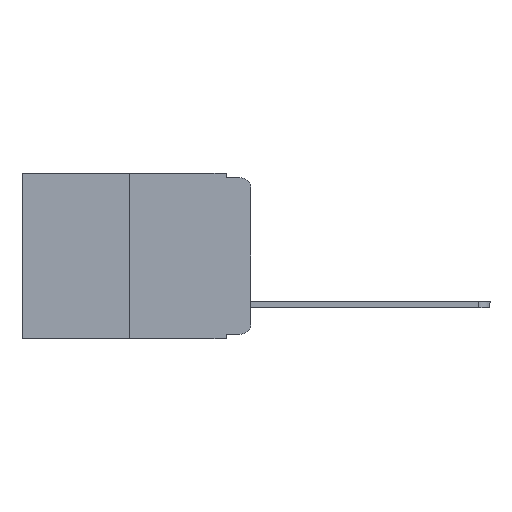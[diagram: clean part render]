
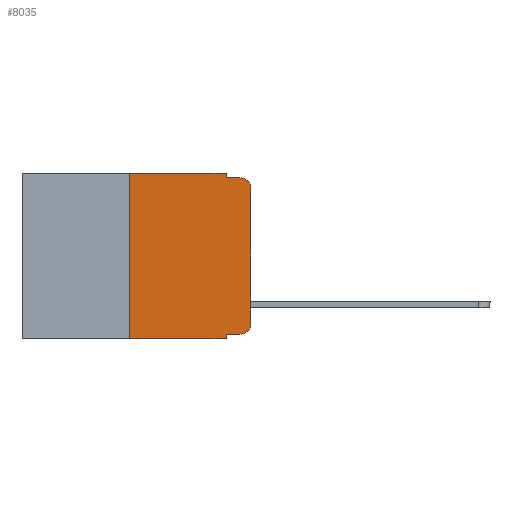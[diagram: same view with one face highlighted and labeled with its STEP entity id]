
A CAD part, left-side view. The second image highlights one B-rep face of the part: STEP entity #8035.
In plain terms, the highlighted planar face has unit normal (-1, 0, 0).
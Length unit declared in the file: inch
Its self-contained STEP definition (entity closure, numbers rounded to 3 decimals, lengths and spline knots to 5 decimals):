
#40 = VECTOR ( 'NONE', #13708, 39.37008 ) ;
#70 = VERTEX_POINT ( 'NONE', #1839 ) ;
#214 = VERTEX_POINT ( 'NONE', #15612 ) ;
#250 = VECTOR ( 'NONE', #1937, 39.37008 ) ;
#379 = VERTEX_POINT ( 'NONE', #9441 ) ;
#449 = EDGE_CURVE ( 'NONE', #70, #9028, #2513, .T. ) ;
#776 = LINE ( 'NONE', #7170, #9158 ) ;
#843 = EDGE_LOOP ( 'NONE', ( #11193, #5323, #8399, #3861, #8857, #13226, #3480, #15306, #13179, #5992 ) ) ;
#930 = EDGE_CURVE ( 'NONE', #8368, #8107, #13453, .T. ) ;
#984 = EDGE_CURVE ( 'NONE', #8626, #214, #3257, .T. ) ;
#1142 = VECTOR ( 'NONE', #6034, 39.37008 ) ;
#1611 = DIRECTION ( 'NONE',  ( 0., 0., -1. ) ) ;
#1669 = CARTESIAN_POINT ( 'NONE',  ( 0., 0.02, -0.333 ) ) ;
#1839 = CARTESIAN_POINT ( 'NONE',  ( 0., 0.051, -0.01 ) ) ;
#1937 = DIRECTION ( 'NONE',  ( 0., -1., 0. ) ) ;
#1961 = DIRECTION ( 'NONE',  ( 0., 0., -1. ) ) ;
#2385 = DIRECTION ( 'NONE',  ( 0., -1., 0. ) ) ;
#2513 = LINE ( 'NONE', #8367, #9166 ) ;
#2916 = CARTESIAN_POINT ( 'NONE',  ( 0., 0.473, 0. ) ) ;
#3018 = CARTESIAN_POINT ( 'NONE',  ( 0., 0.051, 0. ) ) ;
#3087 = CARTESIAN_POINT ( 'NONE',  ( 0., 0.02, -0.313 ) ) ;
#3257 = LINE ( 'NONE', #5975, #250 ) ;
#3480 = ORIENTED_EDGE ( 'NONE', *, *, #16203, .T. ) ;
#3692 = EDGE_CURVE ( 'NONE', #8107, #12350, #13623, .T. ) ;
#3861 = ORIENTED_EDGE ( 'NONE', *, *, #10054, .F. ) ;
#4431 = VECTOR ( 'NONE', #11923, 39.37008 ) ;
#4492 = DIRECTION ( 'NONE',  ( 0., 0., -1. ) ) ;
#4831 = CARTESIAN_POINT ( 'NONE',  ( 0., 0., -0.313 ) ) ;
#5323 = ORIENTED_EDGE ( 'NONE', *, *, #15907, .T. ) ;
#5547 = FACE_OUTER_BOUND ( 'NONE', #843, .T. ) ;
#5975 = CARTESIAN_POINT ( 'NONE',  ( 0., 0.473, 0. ) ) ;
#5992 = ORIENTED_EDGE ( 'NONE', *, *, #930, .T. ) ;
#5995 = LINE ( 'NONE', #3018, #12140 ) ;
#6034 = DIRECTION ( 'NONE',  ( 0., 0., 1. ) ) ;
#6402 = EDGE_CURVE ( 'NONE', #7759, #379, #5995, .T. ) ;
#6560 = LINE ( 'NONE', #16056, #4431 ) ;
#7170 = CARTESIAN_POINT ( 'NONE',  ( 0., 0.051, -0.333 ) ) ;
#7362 = LINE ( 'NONE', #12718, #1142 ) ;
#7568 = CARTESIAN_POINT ( 'NONE',  ( 0., 0.02, -0.01 ) ) ;
#7625 = CIRCLE ( 'NONE', #10719, 0.02 ) ;
#7759 = VERTEX_POINT ( 'NONE', #7807 ) ;
#7807 = CARTESIAN_POINT ( 'NONE',  ( 0., 0.051, -0.333 ) ) ;
#8035 = ADVANCED_FACE ( 'NONE', ( #5547 ), #9575, .F. ) ;
#8107 = VERTEX_POINT ( 'NONE', #4831 ) ;
#8337 = CARTESIAN_POINT ( 'NONE',  ( 0., 0., 0. ) ) ;
#8367 = CARTESIAN_POINT ( 'NONE',  ( 0., 0.051, -0.01 ) ) ;
#8368 = VERTEX_POINT ( 'NONE', #1669 ) ;
#8399 = ORIENTED_EDGE ( 'NONE', *, *, #449, .F. ) ;
#8626 = VERTEX_POINT ( 'NONE', #16848 ) ;
#8857 = ORIENTED_EDGE ( 'NONE', *, *, #984, .F. ) ;
#9028 = VERTEX_POINT ( 'NONE', #7568 ) ;
#9158 = VECTOR ( 'NONE', #16833, 39.37008 ) ;
#9166 = VECTOR ( 'NONE', #13222, 39.37008 ) ;
#9221 = CARTESIAN_POINT ( 'NONE',  ( 0., 0.02, -0.03 ) ) ;
#9441 = CARTESIAN_POINT ( 'NONE',  ( 0., 0.051, -0.343 ) ) ;
#9575 = PLANE ( 'NONE',  #11777 ) ;
#9581 = VECTOR ( 'NONE', #2385, 39.37008 ) ;
#10054 = EDGE_CURVE ( 'NONE', #214, #70, #6560, .T. ) ;
#10256 = EDGE_CURVE ( 'NONE', #7759, #8368, #776, .T. ) ;
#10719 = AXIS2_PLACEMENT_3D ( 'NONE', #9221, #13460, #17326 ) ;
#11193 = ORIENTED_EDGE ( 'NONE', *, *, #3692, .T. ) ;
#11613 = CARTESIAN_POINT ( 'NONE',  ( 0., 0.473, -0.343 ) ) ;
#11777 = AXIS2_PLACEMENT_3D ( 'NONE', #2916, #13626, #1611 ) ;
#11923 = DIRECTION ( 'NONE',  ( 0., 0., -1. ) ) ;
#12140 = VECTOR ( 'NONE', #1961, 39.37008 ) ;
#12350 = VERTEX_POINT ( 'NONE', #13306 ) ;
#12614 = AXIS2_PLACEMENT_3D ( 'NONE', #3087, #13802, #4492 ) ;
#12718 = CARTESIAN_POINT ( 'NONE',  ( 0., 0.25, 0. ) ) ;
#12756 = LINE ( 'NONE', #11613, #9581 ) ;
#12858 = CARTESIAN_POINT ( 'NONE',  ( 0., 0.25, -0.343 ) ) ;
#13179 = ORIENTED_EDGE ( 'NONE', *, *, #10256, .T. ) ;
#13222 = DIRECTION ( 'NONE',  ( 0., -1., 0. ) ) ;
#13226 = ORIENTED_EDGE ( 'NONE', *, *, #14675, .F. ) ;
#13306 = CARTESIAN_POINT ( 'NONE',  ( 0., 0., -0.03 ) ) ;
#13453 = CIRCLE ( 'NONE', #12614, 0.02 ) ;
#13460 = DIRECTION ( 'NONE',  ( -1., 0., 0. ) ) ;
#13623 = LINE ( 'NONE', #8337, #40 ) ;
#13626 = DIRECTION ( 'NONE',  ( 1., 0., 0. ) ) ;
#13708 = DIRECTION ( 'NONE',  ( 0., 0., 1. ) ) ;
#13802 = DIRECTION ( 'NONE',  ( -1., 0., 0. ) ) ;
#14675 = EDGE_CURVE ( 'NONE', #15805, #8626, #7362, .T. ) ;
#15306 = ORIENTED_EDGE ( 'NONE', *, *, #6402, .F. ) ;
#15612 = CARTESIAN_POINT ( 'NONE',  ( 0., 0.051, 0. ) ) ;
#15805 = VERTEX_POINT ( 'NONE', #12858 ) ;
#15907 = EDGE_CURVE ( 'NONE', #12350, #9028, #7625, .T. ) ;
#16056 = CARTESIAN_POINT ( 'NONE',  ( 0., 0.051, 0. ) ) ;
#16203 = EDGE_CURVE ( 'NONE', #15805, #379, #12756, .T. ) ;
#16833 = DIRECTION ( 'NONE',  ( 0., -1., 0. ) ) ;
#16848 = CARTESIAN_POINT ( 'NONE',  ( 0., 0.25, 0. ) ) ;
#17326 = DIRECTION ( 'NONE',  ( 0., 0., -1. ) ) ;
